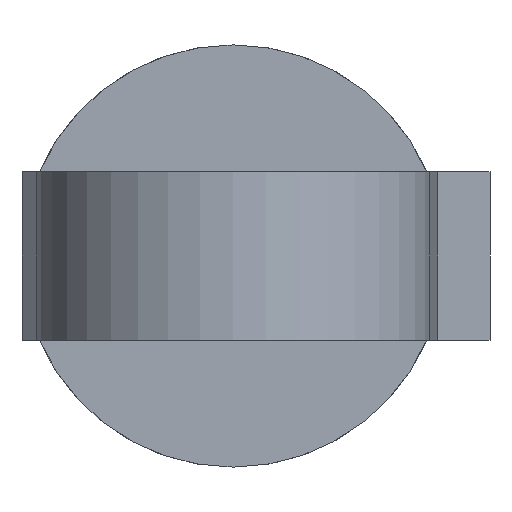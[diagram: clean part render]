
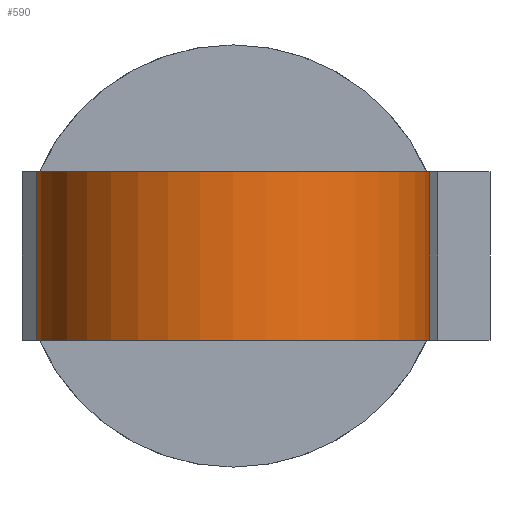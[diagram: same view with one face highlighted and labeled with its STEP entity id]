
A CAD part, front view. The second image highlights one B-rep face of the part: STEP entity #590.
In plain terms, the highlighted cylindrical face has radius 35 mm (diameter 70 mm), a partial arc.
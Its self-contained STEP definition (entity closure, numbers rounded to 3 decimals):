
#16 = CARTESIAN_POINT ( 'NONE',  ( 0., 2.246, 15. ) ) ;
#87 = CARTESIAN_POINT ( 'NONE',  ( 34.928, 0., 15. ) ) ;
#109 = EDGE_CURVE ( 'NONE', #136, #470, #516, .T. ) ;
#120 = AXIS2_PLACEMENT_3D ( 'NONE', #648, #857, #794 ) ;
#132 = DIRECTION ( 'NONE',  ( 1., 0., 0. ) ) ;
#136 = VERTEX_POINT ( 'NONE', #263 ) ;
#148 = EDGE_CURVE ( 'NONE', #558, #136, #554, .T. ) ;
#158 = DIRECTION ( 'NONE',  ( -1., 0., 0. ) ) ;
#168 = CYLINDRICAL_SURFACE ( 'NONE', #603, 35. ) ;
#181 = ORIENTED_EDGE ( 'NONE', *, *, #148, .T. ) ;
#190 = CARTESIAN_POINT ( 'NONE',  ( 34.928, 0., 15. ) ) ;
#263 = CARTESIAN_POINT ( 'NONE',  ( -34.928, 0., -15. ) ) ;
#280 = DIRECTION ( 'NONE',  ( 0., 0., -1. ) ) ;
#310 = CARTESIAN_POINT ( 'NONE',  ( 0., 2.246, 15. ) ) ;
#373 = DIRECTION ( 'NONE',  ( 0., 0., 1. ) ) ;
#453 = EDGE_CURVE ( 'NONE', #558, #481, #644, .T. ) ;
#464 = CARTESIAN_POINT ( 'NONE',  ( -34.928, 0., 15. ) ) ;
#470 = VERTEX_POINT ( 'NONE', #564 ) ;
#481 = VERTEX_POINT ( 'NONE', #190 ) ;
#490 = VECTOR ( 'NONE', #597, 1000. ) ;
#503 = CARTESIAN_POINT ( 'NONE',  ( -34.928, 0., 15. ) ) ;
#510 = EDGE_LOOP ( 'NONE', ( #547, #774, #729, #181 ) ) ;
#516 = CIRCLE ( 'NONE', #120, 35. ) ;
#527 = DIRECTION ( 'NONE',  ( 0., 0., -1. ) ) ;
#547 = ORIENTED_EDGE ( 'NONE', *, *, #109, .T. ) ;
#554 = LINE ( 'NONE', #464, #685 ) ;
#558 = VERTEX_POINT ( 'NONE', #503 ) ;
#564 = CARTESIAN_POINT ( 'NONE',  ( 34.928, 0., -15. ) ) ;
#573 = EDGE_CURVE ( 'NONE', #481, #470, #800, .T. ) ;
#590 = ADVANCED_FACE ( 'NONE', ( #634 ), #168, .T. ) ;
#597 = DIRECTION ( 'NONE',  ( 0., 0., -1. ) ) ;
#603 = AXIS2_PLACEMENT_3D ( 'NONE', #16, #280, #158 ) ;
#634 = FACE_OUTER_BOUND ( 'NONE', #510, .T. ) ;
#644 = CIRCLE ( 'NONE', #756, 35. ) ;
#648 = CARTESIAN_POINT ( 'NONE',  ( 0., 2.246, -15. ) ) ;
#685 = VECTOR ( 'NONE', #527, 1000. ) ;
#729 = ORIENTED_EDGE ( 'NONE', *, *, #453, .F. ) ;
#756 = AXIS2_PLACEMENT_3D ( 'NONE', #310, #373, #132 ) ;
#774 = ORIENTED_EDGE ( 'NONE', *, *, #573, .F. ) ;
#794 = DIRECTION ( 'NONE',  ( 1., 0., 0. ) ) ;
#800 = LINE ( 'NONE', #87, #490 ) ;
#857 = DIRECTION ( 'NONE',  ( 0., 0., 1. ) ) ;
